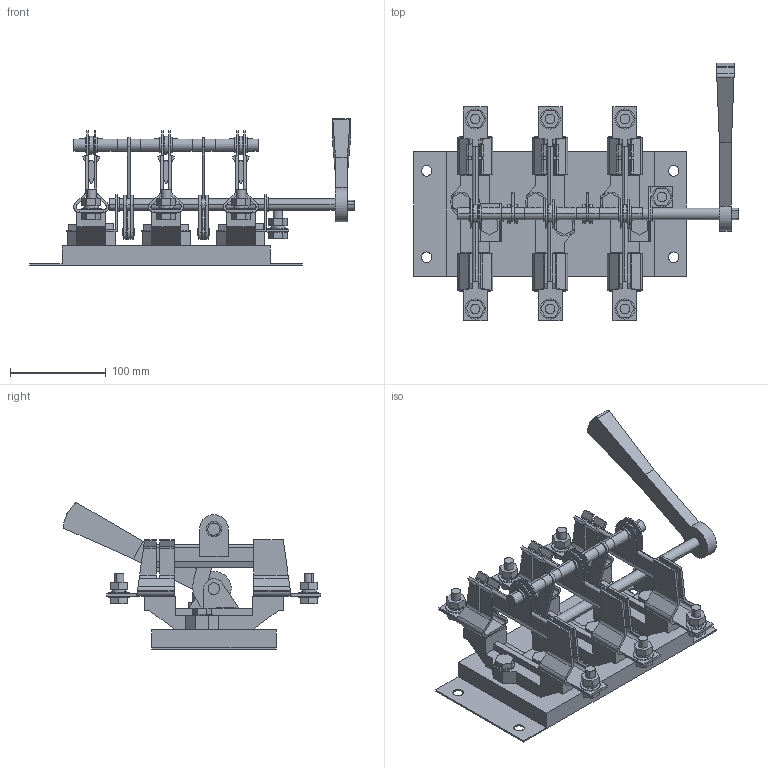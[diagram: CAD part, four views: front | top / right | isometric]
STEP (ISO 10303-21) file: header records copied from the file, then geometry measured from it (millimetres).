
FILE_DESCRIPTION (( 'STEP AP214' ), '1' );
FILE_NAME ('PE-31120-0400 Ðàçúåäèíèòåëü ÐÅ19-37-31120 400À IEK.STEP', '2018-05-24T11:59:37', ( '' ), ( '' ), 'SwSTEP 2.0', 'SolidWorks 2014', '' );
FILE_SCHEMA (( 'AUTOMOTIVE_DESIGN' ));
Length unit declared in the file: millimetre
Products named in the file (1): PE-31120-0400 Ðàçúåäèíèòåëü ÐÅ19-37-31120  400À IEK
Bounding box: 338 x 268.66 x 152.37 mm (x, y, z)
Volume: 720462.4 mm3; surface area: 338914.5 mm2
Topology: 20 solids, 20 shells, 1208 faces, 3121 edges, 2056 vertices
Faces by surface type: plane 731, cylinder 453, cone 24
Entity records: 37130 total; most frequent: CARTESIAN_POINT 6896, ORIENTED_EDGE 6242, DIRECTION 6233, EDGE_CURVE 3121, VECTOR 2087, LINE 2087, AXIS2_PLACEMENT_3D 2073, VERTEX_POINT 2056
